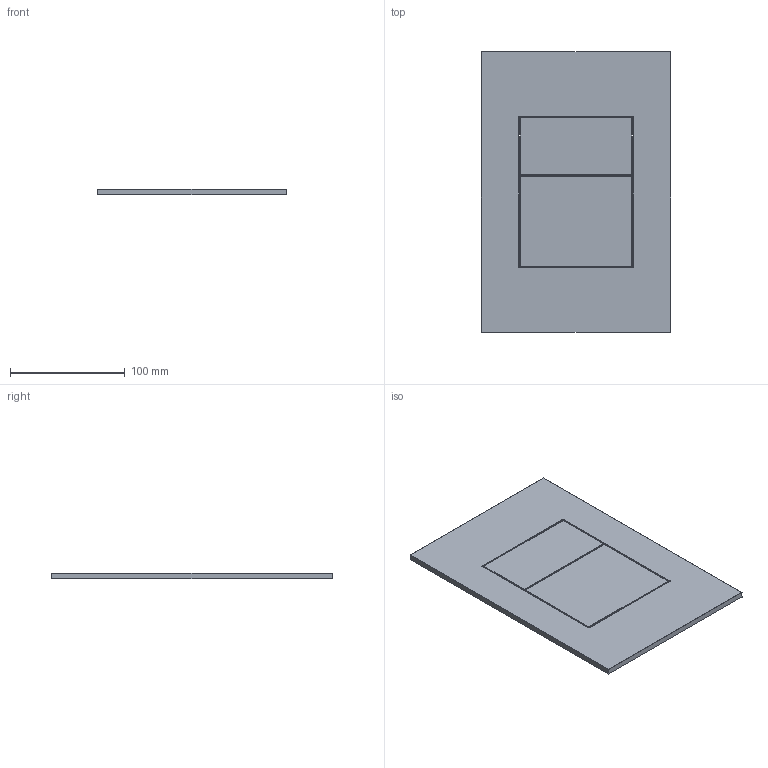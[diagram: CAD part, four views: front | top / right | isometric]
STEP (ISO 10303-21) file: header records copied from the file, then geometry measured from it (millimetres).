
FILE_DESCRIPTION(/* description */ ('Unknown'),/* implementation_level */ '2;1');
FILE_NAME(/* name */ 'GLA320-00',/* time_stamp */ '2021-04-12T15:23:47+02:00',/* author */ ('Unknown'),/* organization */ ('Unknown'),/* preprocessor_version */ 'ST-DEVELOPER v16.7',/* originating_system */ 'DEX',/* authorisation */ $);
FILE_SCHEMA (('AUTOMOTIVE_DESIGN {1 0 10303 214 3 1 1}'));
Length unit declared in the file: millimetre
Products named in the file (7): GLA320-00; C033031_03800LI_ASM_oa_0; C033031_PIASTRA; C033032_03800LI_ASM_oa_1; C033032_PIASTRA; C073062_03800LI_ASM_oa_2; C127094_03800EP
Assembly tree (6 placements, depth 3):
  GLA320-00
    C033031_03800LI_ASM_oa_0
      C033031_PIASTRA
    C033032_03800LI_ASM_oa_1
      C033032_PIASTRA
    C073062_03800LI_ASM_oa_2
      C127094_03800EP
Bounding box: 165 x 245 x 5 mm (x, y, z)
Volume: 55750.6 mm3; surface area: 88620.7 mm2
Topology: 3 solids, 3 shells, 91 faces, 204 edges, 100 vertices
Faces by surface type: cylinder 40, plane 27, sphere 20, torus 4
Entity records: 2480 total; most frequent: DIRECTION 464, CARTESIAN_POINT 382, ORIENTED_EDGE 368, EDGE_CURVE 184, AXIS2_PLACEMENT_3D 182, VERTEX_POINT 100, LINE 100, VECTOR 100
